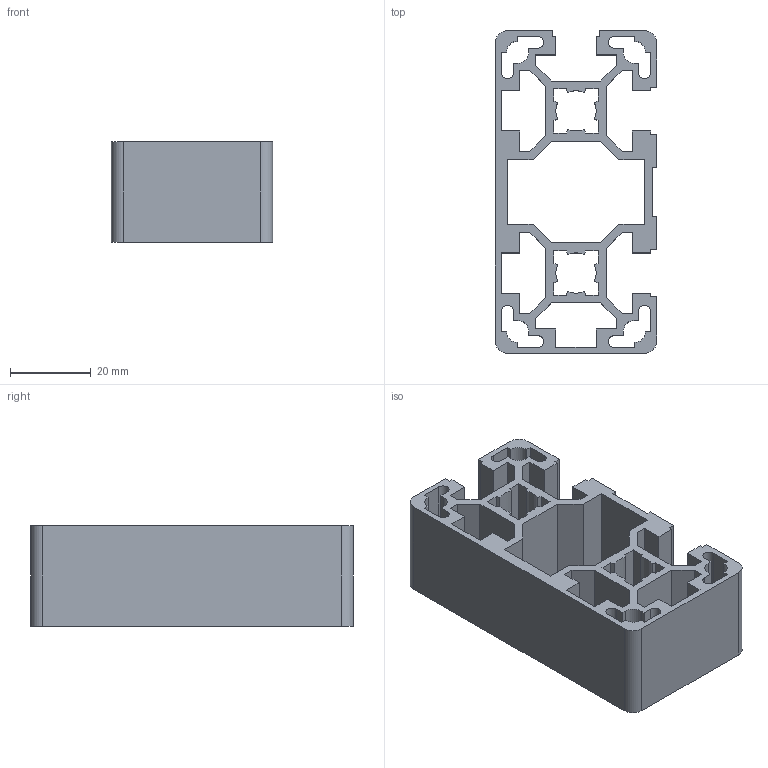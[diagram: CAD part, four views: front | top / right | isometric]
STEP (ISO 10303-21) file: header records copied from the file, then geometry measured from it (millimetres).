
FILE_DESCRIPTION((''),'2;1');
FILE_NAME('40x80 3SA.ipt.stp','2011-06-06T11:21:21',(''),(''),'Autodesk Inventor 2011','Autodesk Inventor 2011','');
FILE_SCHEMA(('AUTOMOTIVE_DESIGN { 1 0 10303 214 1 1 1 1 }'));
Length unit declared in the file: millimetre
Products named in the file (1): 40x80 3SA
Bounding box: 40 x 80 x 25 mm (x, y, z)
Volume: 25790 mm3; surface area: 24206.6 mm2
Topology: 1 solids, 1 shells, 186 faces, 552 edges, 368 vertices
Faces by surface type: plane 158, cylinder 28
Entity records: 6218 total; most frequent: CARTESIAN_POINT 1107, ORIENTED_EDGE 1104, DIRECTION 982, EDGE_CURVE 552, VECTOR 496, LINE 496, VERTEX_POINT 368, AXIS2_PLACEMENT_3D 243
